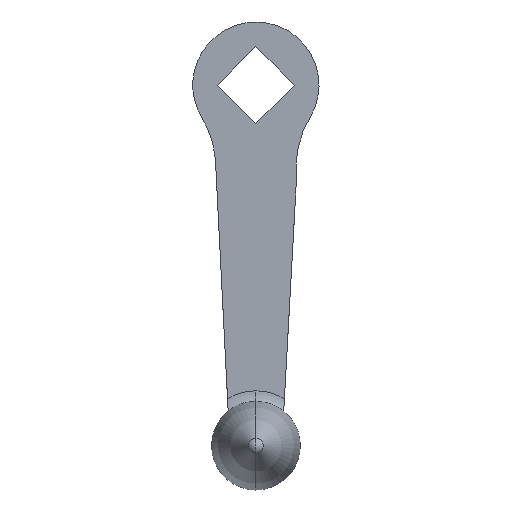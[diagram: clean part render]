
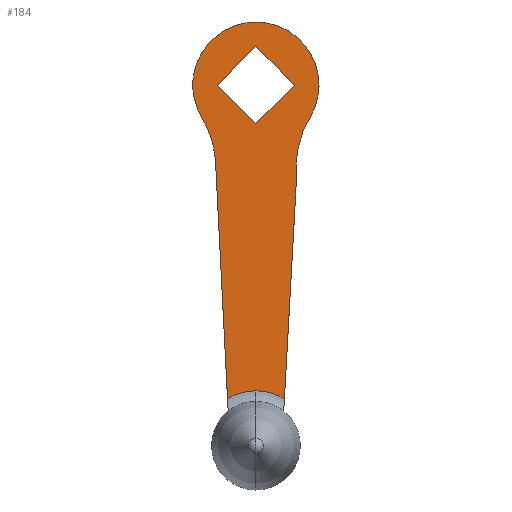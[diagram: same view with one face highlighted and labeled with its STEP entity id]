
A CAD part, front view. The second image highlights one B-rep face of the part: STEP entity #184.
In plain terms, the highlighted planar face has unit normal (0, -1, 0).
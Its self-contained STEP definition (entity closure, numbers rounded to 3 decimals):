
#184=ADVANCED_FACE('',(#520,#521),#522,.F.);
#188=EDGE_CURVE('',#444,#400,#526,.T.);
#214=VERTEX_POINT('',#556);
#218=VERTEX_POINT('',#560);
#238=EDGE_CURVE('',#250,#218,#582,.T.);
#250=VERTEX_POINT('',#594);
#252=VERTEX_POINT('',#596);
#278=EDGE_CURVE('',#410,#214,#623,.T.);
#300=EDGE_CURVE('',#400,#418,#649,.T.);
#316=EDGE_CURVE('',#418,#250,#666,.T.);
#400=VERTEX_POINT('',#760);
#410=VERTEX_POINT('',#770);
#418=VERTEX_POINT('',#778);
#438=EDGE_CURVE('',#472,#448,#803,.T.);
#444=VERTEX_POINT('',#809);
#446=EDGE_CURVE('',#448,#464,#811,.T.);
#448=VERTEX_POINT('',#813);
#454=EDGE_CURVE('',#464,#496,#822,.T.);
#464=VERTEX_POINT('',#834);
#466=EDGE_CURVE('',#496,#472,#836,.T.);
#472=VERTEX_POINT('',#842);
#474=EDGE_CURVE('',#214,#218,#844,.T.);
#484=EDGE_CURVE('',#410,#252,#855,.T.);
#496=VERTEX_POINT('',#869);
#502=EDGE_CURVE('',#252,#444,#876,.T.);
#520=FACE_OUTER_BOUND('',#884,.T.);
#521=FACE_BOUND('',#885,.T.);
#522=PLANE('',#886);
#526=CIRCLE('',#893,14.0);
#556=CARTESIAN_POINT('',(0.,-24.0,-67.833));
#560=CARTESIAN_POINT('',(6.323,-24.0,-69.606));
#582=LINE('',#969,#970);
#594=CARTESIAN_POINT('',(9.,-24.0,-20.821));
#596=CARTESIAN_POINT('',(-9.,-24.0,-16.195));
#623=CIRCLE('',#1026,12.167);
#649=CIRCLE('',#1059,14.0);
#666=CIRCLE('',#1082,22.);
#760=CARTESIAN_POINT('',(-12.008,-24.0,7.198));
#770=CARTESIAN_POINT('',(-6.299,-24.0,-69.591));
#778=CARTESIAN_POINT('',(12.008,-24.0,-7.198));
#803=LINE('',#1293,#1294);
#809=CARTESIAN_POINT('',(-12.008,-24.0,-7.198));
#811=LINE('',#1304,#1305);
#813=CARTESIAN_POINT('',(8.485,-24.0,0.));
#822=LINE('',#1317,#1318);
#834=CARTESIAN_POINT('',(0.0,-24.0,8.485));
#836=LINE('',#1334,#1335);
#842=CARTESIAN_POINT('',(0.0,-24.0,-8.485));
#844=CIRCLE('',#1344,12.167);
#855=LINE('',#1358,#1359);
#869=CARTESIAN_POINT('',(-8.485,-24.0,0.));
#876=CIRCLE('',#1385,22.);
#884=EDGE_LOOP('',(#1388,#1389,#1390,#1391,#1392,#1393,#1394,#1395));
#885=EDGE_LOOP('',(#1396,#1397,#1398,#1399));
#886=AXIS2_PLACEMENT_3D('',#1400,#1401,#1402);
#893=AXIS2_PLACEMENT_3D('',#1404,#1405,#1406);
#969=CARTESIAN_POINT('',(9.114,-24.0,-18.747));
#970=VECTOR('',#1456,1.0);
#1026=AXIS2_PLACEMENT_3D('',#1482,#1483,#1484);
#1059=AXIS2_PLACEMENT_3D('',#1525,#1526,#1527);
#1082=AXIS2_PLACEMENT_3D('',#1546,#1547,#1548);
#1293=CARTESIAN_POINT('',(2.322,-24.0,-6.163));
#1294=VECTOR('',#1729,1.0);
#1304=CARTESIAN_POINT('',(6.163,-24.0,2.322));
#1305=VECTOR('',#1733,1.0);
#1317=CARTESIAN_POINT('',(-10.406,-24.0,-1.92));
#1318=VECTOR('',#1756,1.0);
#1334=CARTESIAN_POINT('',(1.92,-24.0,-10.406));
#1335=VECTOR('',#1780,1.0);
#1344=AXIS2_PLACEMENT_3D('',#1785,#1786,#1787);
#1358=CARTESIAN_POINT('',(-7.489,-24.0,-46.06));
#1359=VECTOR('',#1802,1.0);
#1385=AXIS2_PLACEMENT_3D('',#1834,#1835,#1836);
#1388=ORIENTED_EDGE('',*,*,#484,.F.);
#1389=ORIENTED_EDGE('',*,*,#278,.T.);
#1390=ORIENTED_EDGE('',*,*,#474,.T.);
#1391=ORIENTED_EDGE('',*,*,#238,.F.);
#1392=ORIENTED_EDGE('',*,*,#316,.F.);
#1393=ORIENTED_EDGE('',*,*,#300,.F.);
#1394=ORIENTED_EDGE('',*,*,#188,.F.);
#1395=ORIENTED_EDGE('',*,*,#502,.F.);
#1396=ORIENTED_EDGE('',*,*,#466,.F.);
#1397=ORIENTED_EDGE('',*,*,#454,.F.);
#1398=ORIENTED_EDGE('',*,*,#446,.F.);
#1399=ORIENTED_EDGE('',*,*,#438,.F.);
#1400=CARTESIAN_POINT('',(0.,-24.0,-16.167));
#1401=DIRECTION('',(-0.0,1.0,0.0));
#1402=DIRECTION('',(0.,0.0,1.0));
#1404=CARTESIAN_POINT('',(0.0,-24.0,0.));
#1405=DIRECTION('',(0.0,1.0,0.0));
#1406=DIRECTION('',(0.858,0.0,-0.514));
#1456=DIRECTION('',(-0.055,0.0,-0.998));
#1482=CARTESIAN_POINT('',(0.,-24.0,-80.0));
#1483=DIRECTION('',(-0.0,1.0,0.0));
#1484=DIRECTION('',(0.,0.0,1.0));
#1525=CARTESIAN_POINT('',(0.0,-24.0,0.));
#1526=DIRECTION('',(0.0,1.0,0.0));
#1527=DIRECTION('',(0.858,0.0,-0.514));
#1546=CARTESIAN_POINT('',(30.878,-24.0,-18.508));
#1547=DIRECTION('',(0.0,-1.0,-0.0));
#1548=DIRECTION('',(-0.994,0.0,-0.105));
#1729=DIRECTION('',(0.707,0.0,0.707));
#1733=DIRECTION('',(-0.707,0.0,0.707));
#1756=DIRECTION('',(-0.707,0.0,-0.707));
#1780=DIRECTION('',(0.707,0.0,-0.707));
#1785=CARTESIAN_POINT('',(0.,-24.0,-80.0));
#1786=DIRECTION('',(-0.0,1.0,0.0));
#1787=DIRECTION('',(0.,0.0,1.0));
#1802=DIRECTION('',(-0.051,0.0,0.999));
#1834=CARTESIAN_POINT('',(-30.878,-24.0,-18.508));
#1835=DIRECTION('',(0.0,-1.0,0.0));
#1836=DIRECTION('',(0.858,0.0,0.514));
